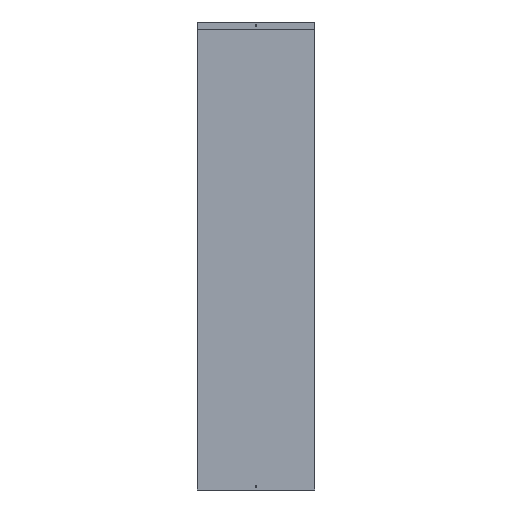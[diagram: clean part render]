
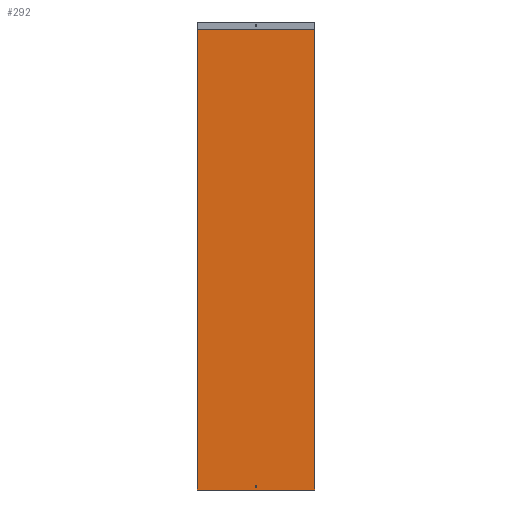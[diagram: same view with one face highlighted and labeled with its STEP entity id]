
A CAD part, front view. The second image highlights one B-rep face of the part: STEP entity #292.
In plain terms, the highlighted planar face has unit normal (0, -1, 0).
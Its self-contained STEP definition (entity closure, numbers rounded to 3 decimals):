
#73 = FACE_BOUND ( 'NONE', #1402, .T. ) ;
#79 = FACE_OUTER_BOUND ( 'NONE', #887, .T. ) ;
#263 = LINE ( 'NONE', #1319, #266 ) ;
#265 = LINE ( 'NONE', #1298, #274 ) ;
#266 = VECTOR ( 'NONE', #1314, 1000. ) ;
#268 = LINE ( 'NONE', #1247, #282 ) ;
#274 = VECTOR ( 'NONE', #1280, 1000. ) ;
#275 = CIRCLE ( 'NONE', #1057, 3.5 ) ;
#281 = LINE ( 'NONE', #1287, #284 ) ;
#282 = VECTOR ( 'NONE', #1283, 1000. ) ;
#284 = VECTOR ( 'NONE', #1249, 1000. ) ;
#292 = ADVANCED_FACE ( 'NONE', ( #73, #79 ), #1645, .F. ) ;
#425 = VERTEX_POINT ( 'NONE', #1264 ) ;
#558 = ORIENTED_EDGE ( 'NONE', *, *, #1093, .F. ) ;
#559 = ORIENTED_EDGE ( 'NONE', *, *, #1091, .F. ) ;
#560 = ORIENTED_EDGE ( 'NONE', *, *, #1094, .F. ) ;
#561 = ORIENTED_EDGE ( 'NONE', *, *, #1089, .T. ) ;
#562 = ORIENTED_EDGE ( 'NONE', *, *, #1095, .T. ) ;
#799 = VERTEX_POINT ( 'NONE', #1730 ) ;
#805 = VERTEX_POINT ( 'NONE', #1736 ) ;
#850 = VERTEX_POINT ( 'NONE', #1781 ) ;
#860 = VERTEX_POINT ( 'NONE', #1791 ) ;
#887 = EDGE_LOOP ( 'NONE', ( #559, #560, #561, #562 ) ) ;
#967 = AXIS2_PLACEMENT_3D ( 'NONE', #1644, #1649, #1650 ) ;
#1057 = AXIS2_PLACEMENT_3D ( 'NONE', #1256, #1254, #1251 ) ;
#1089 = EDGE_CURVE ( 'NONE', #805, #799, #263, .T. ) ;
#1091 = EDGE_CURVE ( 'NONE', #860, #850, #265, .T. ) ;
#1093 = EDGE_CURVE ( 'NONE', #425, #425, #275, .T. ) ;
#1094 = EDGE_CURVE ( 'NONE', #805, #860, #281, .T. ) ;
#1095 = EDGE_CURVE ( 'NONE', #799, #850, #268, .T. ) ;
#1247 = CARTESIAN_POINT ( 'NONE',  ( -250., 0., 0. ) ) ;
#1249 = DIRECTION ( 'NONE',  ( 1., 0., 0. ) ) ;
#1251 = DIRECTION ( 'NONE',  ( 0., 0., 1. ) ) ;
#1254 = DIRECTION ( 'NONE',  ( 0., -1., 0. ) ) ;
#1256 = CARTESIAN_POINT ( 'NONE',  ( 0., 0., 15. ) ) ;
#1264 = CARTESIAN_POINT ( 'NONE',  ( 0., 0., 18.5 ) ) ;
#1280 = DIRECTION ( 'NONE',  ( 0., 0., -1. ) ) ;
#1283 = DIRECTION ( 'NONE',  ( 1., 0., 0. ) ) ;
#1287 = CARTESIAN_POINT ( 'NONE',  ( -250., 0., 1968. ) ) ;
#1298 = CARTESIAN_POINT ( 'NONE',  ( 250., 0., 1969. ) ) ;
#1314 = DIRECTION ( 'NONE',  ( 0., 0., -1. ) ) ;
#1319 = CARTESIAN_POINT ( 'NONE',  ( -250., 0., 1969. ) ) ;
#1402 = EDGE_LOOP ( 'NONE', ( #558 ) ) ;
#1644 = CARTESIAN_POINT ( 'NONE',  ( -250., 0., 1969. ) ) ;
#1645 = PLANE ( 'NONE',  #967 ) ;
#1649 = DIRECTION ( 'NONE',  ( 0., 1., 0. ) ) ;
#1650 = DIRECTION ( 'NONE',  ( 0., 0., 1. ) ) ;
#1730 = CARTESIAN_POINT ( 'NONE',  ( -250., 0., 0. ) ) ;
#1736 = CARTESIAN_POINT ( 'NONE',  ( -250., 0., 1968. ) ) ;
#1781 = CARTESIAN_POINT ( 'NONE',  ( 250., 0., 0. ) ) ;
#1791 = CARTESIAN_POINT ( 'NONE',  ( 250., 0., 1968. ) ) ;
